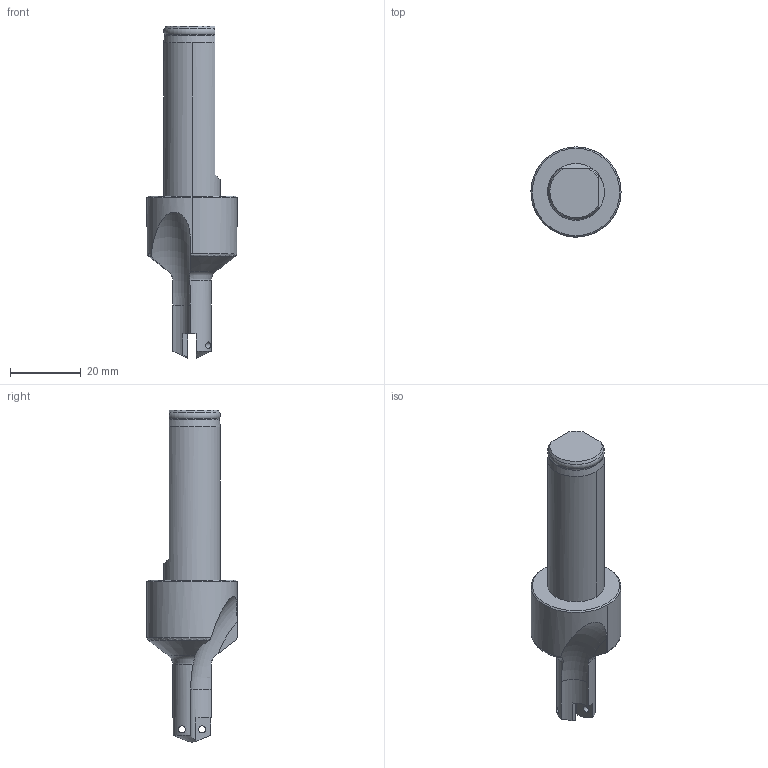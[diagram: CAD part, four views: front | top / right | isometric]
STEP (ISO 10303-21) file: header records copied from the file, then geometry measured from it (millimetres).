
FILE_DESCRIPTION((''),'2;1');
FILE_NAME('210Z0S-16FM','2020-09-18T',('caps'),(''),'CREO PARAMETRIC BY PTC INC, 2016260','CREO PARAMETRIC BY PTC INC, 2016260','');
FILE_SCHEMA(('AUTOMOTIVE_DESIGN { 1 0 10303 214 1 1 1 1 }'));
Length unit declared in the file: inch
Products named in the file (1): 210Z0S-16FM
Bounding box: 25.4 x 25.4 x 93.59 mm (x, y, z)
Volume: 18604.7 mm3; surface area: 5568.5 mm2
Topology: 1 solids, 1 shells, 45 faces, 124 edges, 82 vertices
Faces by surface type: plane 13, cylinder 12, cone 10, torus 10
Entity records: 2882 total; most frequent: CARTESIAN_POINT 1013, ORIENTED_EDGE 248, DIRECTION 214, PRESENTATION_STYLE_ASSIGNMENT 129, STYLED_ITEM 129, CURVE_STYLE 128, EDGE_CURVE 124, AXIS2_PLACEMENT_3D 89
